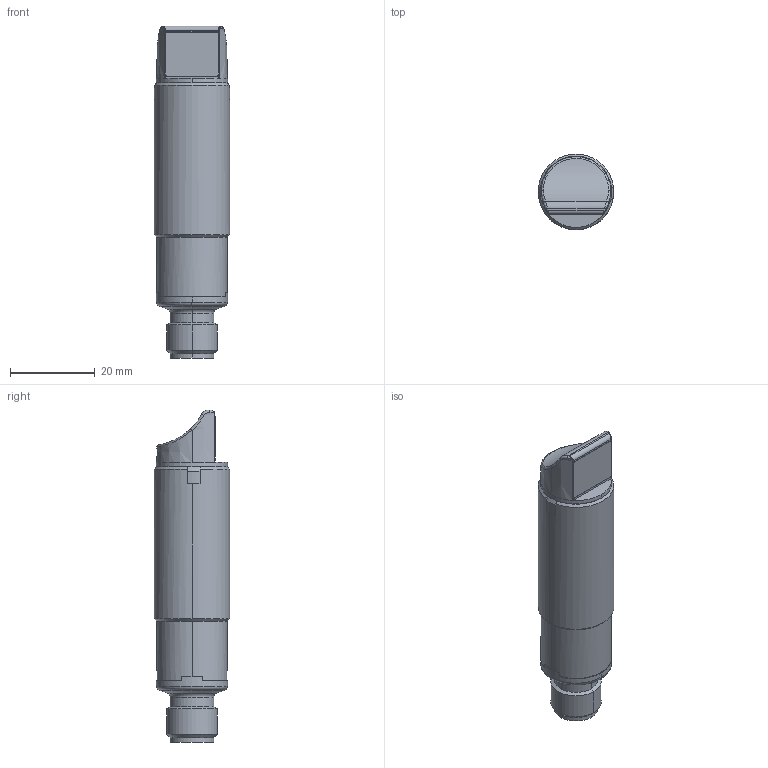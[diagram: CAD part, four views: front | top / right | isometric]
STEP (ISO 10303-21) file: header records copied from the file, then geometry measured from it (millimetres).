
FILE_DESCRIPTION((''),'2;1');
FILE_NAME('049','2021-03-03T10:23:28',('axu'),(''),'CREO PARAMETRIC BY PTC INC, 2019292','CREO PARAMETRIC BY PTC INC, 2019292','');
FILE_SCHEMA(('CONFIG_CONTROL_DESIGN','SHAPE_APPEARANCE_LAYERS_GROUPS'));
Length unit declared in the file: millimetre
Products named in the file (1): 049
Bounding box: 17.88 x 17.88 x 78.5 mm (x, y, z)
Volume: 15252.8 mm3; surface area: 4831.8 mm2
Topology: 1 solids, 1 shells, 270 faces, 664 edges, 407 vertices
Faces by surface type: cylinder 82, plane 81, bspline 45, cone 33, torus 19, sphere 10
Entity records: 12912 total; most frequent: CARTESIAN_POINT 3515, ORIENTED_EDGE 1318, DIRECTION 1273, EDGE_CURVE 659, FILL_AREA_STYLE_COLOUR 519, FILL_AREA_STYLE 519, SURFACE_STYLE_FILL_AREA 519, SURFACE_SIDE_STYLE 519
